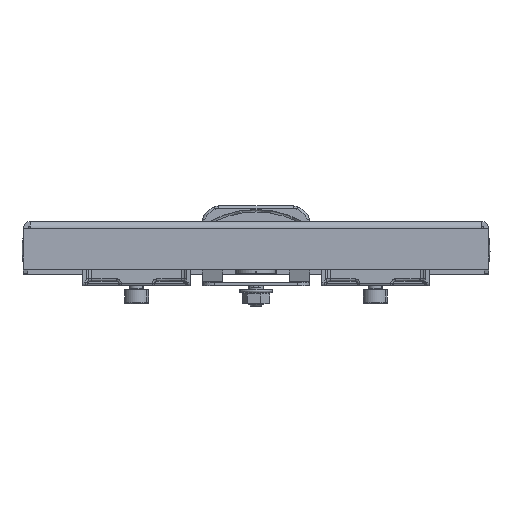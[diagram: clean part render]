
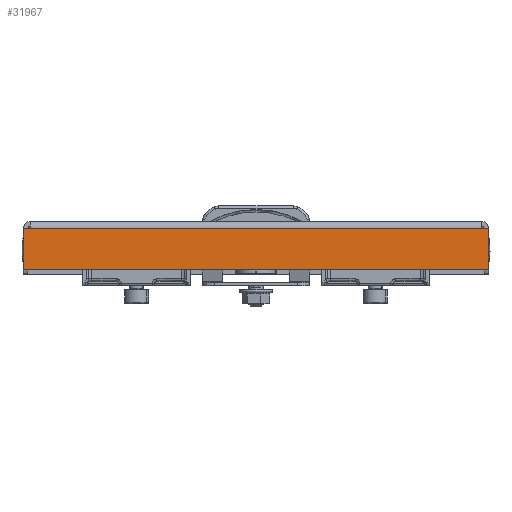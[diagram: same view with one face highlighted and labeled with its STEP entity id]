
A CAD part, left-side view. The second image highlights one B-rep face of the part: STEP entity #31967.
In plain terms, the highlighted face is planar.
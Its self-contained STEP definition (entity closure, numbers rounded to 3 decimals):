
#2063 = ORIENTED_EDGE ( 'NONE', *, *, #8037, .F. ) ;
#2064 = ORIENTED_EDGE ( 'NONE', *, *, #8028, .T. ) ;
#2065 = ORIENTED_EDGE ( 'NONE', *, *, #8014, .T. ) ;
#2066 = ORIENTED_EDGE ( 'NONE', *, *, #8020, .T. ) ;
#2067 = ORIENTED_EDGE ( 'NONE', *, *, #8034, .F. ) ;
#2068 = ORIENTED_EDGE ( 'NONE', *, *, #29106, .F. ) ;
#4448 = AXIS2_PLACEMENT_3D ( 'NONE', #6714, #6720, #6721 ) ;
#4919 = CARTESIAN_POINT ( 'NONE',  ( -197., 0., -20. ) ) ;
#4927 = DIRECTION ( 'NONE',  ( 0., -1., 0. ) ) ;
#4930 = CARTESIAN_POINT ( 'NONE',  ( -197., 97.5, 0. ) ) ;
#4933 = CARTESIAN_POINT ( 'NONE',  ( -197., -97.5, 0. ) ) ;
#4937 = DIRECTION ( 'NONE',  ( 0., 0., 1. ) ) ;
#4945 = CARTESIAN_POINT ( 'NONE',  ( -197., -97.5, -3. ) ) ;
#4948 = DIRECTION ( 'NONE',  ( 0., 0., -1. ) ) ;
#4954 = DIRECTION ( 'NONE',  ( 0., -1., 0. ) ) ;
#4960 = CARTESIAN_POINT ( 'NONE',  ( -197., -97.5, -3. ) ) ;
#4963 = DIRECTION ( 'NONE',  ( 0., -1., 0. ) ) ;
#6271 = FACE_OUTER_BOUND ( 'NONE', #31334, .T. ) ;
#6714 = CARTESIAN_POINT ( 'NONE',  ( -197., 0., 0. ) ) ;
#6718 = PLANE ( 'NONE',  #4448 ) ;
#6720 = DIRECTION ( 'NONE',  ( 1., 0., 0. ) ) ;
#6721 = DIRECTION ( 'NONE',  ( 0., 0., -1. ) ) ;
#8014 = EDGE_CURVE ( 'NONE', #30884, #30966, #29605, .T. ) ;
#8020 = EDGE_CURVE ( 'NONE', #30966, #27355, #29629, .T. ) ;
#8028 = EDGE_CURVE ( 'NONE', #30906, #30884, #29641, .T. ) ;
#8034 = EDGE_CURVE ( 'NONE', #27349, #27355, #29645, .T. ) ;
#8037 = EDGE_CURVE ( 'NONE', #30906, #27365, #29661, .T. ) ;
#8605 = CARTESIAN_POINT ( 'NONE',  ( -197., -97.5, -3. ) ) ;
#8607 = DIRECTION ( 'NONE',  ( 0., -1., 0. ) ) ;
#8628 = CARTESIAN_POINT ( 'NONE',  ( -197., 97.5, -20. ) ) ;
#8650 = CARTESIAN_POINT ( 'NONE',  ( -197., 97.5, -3. ) ) ;
#8697 = CARTESIAN_POINT ( 'NONE',  ( -197., -97.5, -20. ) ) ;
#9770 = LINE ( 'NONE', #8605, #9773 ) ;
#9773 = VECTOR ( 'NONE', #8607, 1000. ) ;
#10377 = CARTESIAN_POINT ( 'NONE',  ( -197., -94.5, -3. ) ) ;
#10383 = CARTESIAN_POINT ( 'NONE',  ( -197., -97.5, -3. ) ) ;
#10391 = CARTESIAN_POINT ( 'NONE',  ( -197., 94.5, -3. ) ) ;
#27349 = VERTEX_POINT ( 'NONE', #10377 ) ;
#27355 = VERTEX_POINT ( 'NONE', #10383 ) ;
#27365 = VERTEX_POINT ( 'NONE', #10391 ) ;
#29106 = EDGE_CURVE ( 'NONE', #27365, #27349, #9770, .T. ) ;
#29605 = LINE ( 'NONE', #4919, #29623 ) ;
#29623 = VECTOR ( 'NONE', #4927, 1000. ) ;
#29629 = LINE ( 'NONE', #4933, #29635 ) ;
#29635 = VECTOR ( 'NONE', #4937, 1000. ) ;
#29641 = LINE ( 'NONE', #4930, #29651 ) ;
#29645 = LINE ( 'NONE', #4945, #29663 ) ;
#29651 = VECTOR ( 'NONE', #4948, 1000. ) ;
#29661 = LINE ( 'NONE', #4960, #29667 ) ;
#29663 = VECTOR ( 'NONE', #4954, 1000. ) ;
#29667 = VECTOR ( 'NONE', #4963, 1000. ) ;
#30884 = VERTEX_POINT ( 'NONE', #8628 ) ;
#30906 = VERTEX_POINT ( 'NONE', #8650 ) ;
#30966 = VERTEX_POINT ( 'NONE', #8697 ) ;
#31334 = EDGE_LOOP ( 'NONE', ( #2063, #2064, #2065, #2066, #2067, #2068 ) ) ;
#31967 = ADVANCED_FACE ( 'NONE', ( #6271 ), #6718, .F. ) ;
